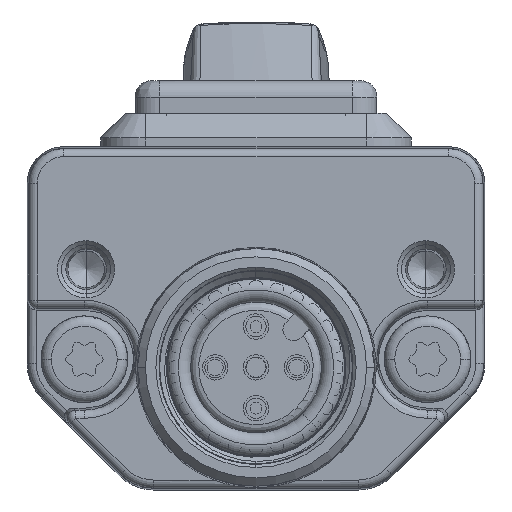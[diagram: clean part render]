
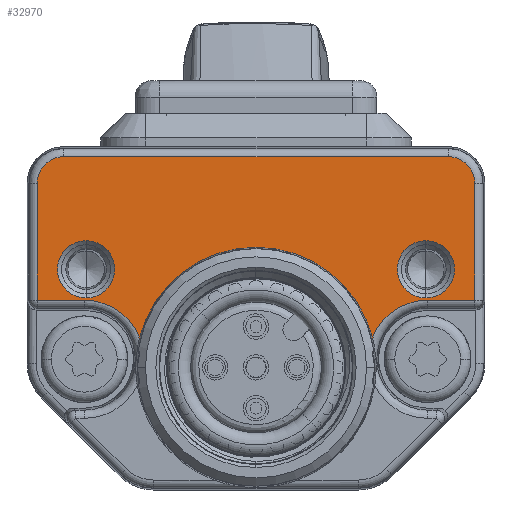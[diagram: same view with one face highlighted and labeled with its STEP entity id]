
A CAD part, left-side view. The second image highlights one B-rep face of the part: STEP entity #32970.
In plain terms, the highlighted face is planar.
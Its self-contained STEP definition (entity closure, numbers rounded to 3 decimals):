
#27929=CARTESIAN_POINT('',(13.,13.5,10.392));
#27930=DIRECTION('',(-1.,0.,0.));
#27931=DIRECTION('',(0.,1.,0.));
#27932=AXIS2_PLACEMENT_3D('',#27929,#27930,#27931);
#27934=CARTESIAN_POINT('',(13.,13.5,10.392));
#27935=DIRECTION('',(-1.,0.,0.));
#27936=DIRECTION('',(0.,-1.,0.));
#27937=AXIS2_PLACEMENT_3D('',#27934,#27935,#27936);
#27939=CARTESIAN_POINT('',(13.,13.5,-10.392));
#27940=DIRECTION('',(-1.,0.,0.));
#27941=DIRECTION('',(0.,-1.,0.));
#27942=AXIS2_PLACEMENT_3D('',#27939,#27940,#27941);
#27944=CARTESIAN_POINT('',(13.,13.5,-10.392));
#27945=DIRECTION('',(-1.,0.,0.));
#27946=DIRECTION('',(0.,1.,0.));
#27947=AXIS2_PLACEMENT_3D('',#27944,#27945,#27946);
#27949=CARTESIAN_POINT('',(13.,8.,-10.5));
#27950=DIRECTION('',(-1.,0.,0.));
#27951=DIRECTION('',(0.,0.359,0.933));
#27952=AXIS2_PLACEMENT_3D('',#27949,#27950,#27951);
#27954=CARTESIAN_POINT('',(13.,7.5,0.));
#27955=DIRECTION('',(1.,0.,0.));
#27956=DIRECTION('',(0.,0.244,-0.97));
#27957=AXIS2_PLACEMENT_3D('',#27954,#27955,#27956);
#27959=CARTESIAN_POINT('',(13.,8.,10.5));
#27960=DIRECTION('',(-1.,0.,0.));
#27961=DIRECTION('',(0.,1.,0.));
#27962=AXIS2_PLACEMENT_3D('',#27959,#27960,#27961);
#27964=DIRECTION('',(0.,0.,-1.));
#27965=VECTOR('',#27964,2.891);
#27966=CARTESIAN_POINT('',(13.,11.614,13.391));
#27967=LINE('',#27966,#27965);
#27968=DIRECTION('',(0.,-1.,0.));
#27969=VECTOR('',#27968,7.136);
#27970=CARTESIAN_POINT('',(13.,18.75,13.391));
#27971=LINE('',#27970,#27969);
#27972=CARTESIAN_POINT('',(13.,18.75,11.75));
#27973=DIRECTION('',(1.,0.,0.));
#27974=DIRECTION('',(0.,1.,0.));
#27975=AXIS2_PLACEMENT_3D('',#27972,#27973,#27974);
#27977=DIRECTION('',(0.,0.,1.));
#27978=VECTOR('',#27977,23.5);
#27979=CARTESIAN_POINT('',(13.,20.391,-11.75));
#27980=LINE('',#27979,#27978);
#27981=CARTESIAN_POINT('',(13.,18.75,-11.75));
#27982=DIRECTION('',(1.,0.,0.));
#27983=DIRECTION('',(0.,0.,-1.));
#27984=AXIS2_PLACEMENT_3D('',#27981,#27982,#27983);
#27986=DIRECTION('',(0.,1.,0.));
#27987=VECTOR('',#27986,7.136);
#27988=CARTESIAN_POINT('',(13.,11.614,-13.391));
#27989=LINE('',#27988,#27987);
#27990=DIRECTION('',(0.,0.,-1.));
#27991=VECTOR('',#27990,2.891);
#27992=CARTESIAN_POINT('',(13.,11.614,-10.5));
#27993=LINE('',#27992,#27991);
#28170=CARTESIAN_POINT('',(13.,9.297,-7.127));
#28238=CARTESIAN_POINT('',(13.,9.297,7.127));
#32248=VERTEX_POINT('',#28170);
#32249=VERTEX_POINT('',#28238);
#32314=CARTESIAN_POINT('',(13.,20.391,11.75));
#32315=CARTESIAN_POINT('',(13.,18.75,13.391));
#32316=VERTEX_POINT('',#32314);
#32317=VERTEX_POINT('',#32315);
#32322=CARTESIAN_POINT('',(13.,20.391,-11.75));
#32323=VERTEX_POINT('',#32322);
#32326=CARTESIAN_POINT('',(13.,18.75,-13.391));
#32327=VERTEX_POINT('',#32326);
#32354=CARTESIAN_POINT('',(13.,15.25,10.392));
#32355=CARTESIAN_POINT('',(13.,11.75,10.392));
#32356=VERTEX_POINT('',#32354);
#32357=VERTEX_POINT('',#32355);
#32358=CARTESIAN_POINT('',(13.,11.75,-10.392));
#32359=CARTESIAN_POINT('',(13.,15.25,-10.392));
#32360=VERTEX_POINT('',#32358);
#32361=VERTEX_POINT('',#32359);
#32362=CARTESIAN_POINT('',(13.,11.614,-10.5));
#32363=VERTEX_POINT('',#32362);
#32364=CARTESIAN_POINT('',(13.,11.614,-13.391));
#32365=VERTEX_POINT('',#32364);
#32400=CARTESIAN_POINT('',(13.,11.614,10.5));
#32401=VERTEX_POINT('',#32400);
#32402=CARTESIAN_POINT('',(13.,11.614,13.391));
#32403=VERTEX_POINT('',#32402);
#32931=CARTESIAN_POINT('',(13.,0.,0.));
#32932=DIRECTION('',(1.,0.,0.));
#32933=DIRECTION('',(0.,0.,-1.));
#32934=AXIS2_PLACEMENT_3D('',#32931,#32932,#32933);
#32935=PLANE('',#32934);
#32937=ORIENTED_EDGE('',*,*,#32936,.F.);
#32939=ORIENTED_EDGE('',*,*,#32938,.T.);
#32941=ORIENTED_EDGE('',*,*,#32940,.F.);
#32943=ORIENTED_EDGE('',*,*,#32942,.F.);
#32945=ORIENTED_EDGE('',*,*,#32944,.F.);
#32947=ORIENTED_EDGE('',*,*,#32946,.F.);
#32949=ORIENTED_EDGE('',*,*,#32948,.F.);
#32951=ORIENTED_EDGE('',*,*,#32950,.F.);
#32953=ORIENTED_EDGE('',*,*,#32952,.F.);
#32955=ORIENTED_EDGE('',*,*,#32954,.F.);
#32956=EDGE_LOOP('',(#32937,#32939,#32941,#32943,#32945,#32947,#32949,#32951,
#32953,#32955));
#32957=FACE_OUTER_BOUND('',#32956,.F.);
#32959=ORIENTED_EDGE('',*,*,#32958,.F.);
#32961=ORIENTED_EDGE('',*,*,#32960,.F.);
#32962=EDGE_LOOP('',(#32959,#32961));
#32963=FACE_BOUND('',#32962,.F.);
#32965=ORIENTED_EDGE('',*,*,#32964,.F.);
#32967=ORIENTED_EDGE('',*,*,#32966,.F.);
#32968=EDGE_LOOP('',(#32965,#32967));
#32969=FACE_BOUND('',#32968,.F.);
#32970=ADVANCED_FACE('',(#32957,#32963,#32969),#32935,.T.);
#27933=CIRCLE('',#27932,1.75);
#27938=CIRCLE('',#27937,1.75);
#27943=CIRCLE('',#27942,1.75);
#27948=CIRCLE('',#27947,1.75);
#27953=CIRCLE('',#27952,3.614);
#27958=CIRCLE('',#27957,7.35);
#27963=CIRCLE('',#27962,3.614);
#27976=CIRCLE('',#27975,1.641);
#27985=CIRCLE('',#27984,1.641);
#32936=EDGE_CURVE('',#32248,#32363,#27953,.T.);
#32938=EDGE_CURVE('',#32248,#32249,#27958,.T.);
#32940=EDGE_CURVE('',#32401,#32249,#27963,.T.);
#32942=EDGE_CURVE('',#32403,#32401,#27967,.T.);
#32944=EDGE_CURVE('',#32317,#32403,#27971,.T.);
#32946=EDGE_CURVE('',#32316,#32317,#27976,.T.);
#32948=EDGE_CURVE('',#32323,#32316,#27980,.T.);
#32950=EDGE_CURVE('',#32327,#32323,#27985,.T.);
#32952=EDGE_CURVE('',#32365,#32327,#27989,.T.);
#32954=EDGE_CURVE('',#32363,#32365,#27993,.T.);
#32958=EDGE_CURVE('',#32356,#32357,#27933,.T.);
#32960=EDGE_CURVE('',#32357,#32356,#27938,.T.);
#32964=EDGE_CURVE('',#32360,#32361,#27943,.T.);
#32966=EDGE_CURVE('',#32361,#32360,#27948,.T.);
